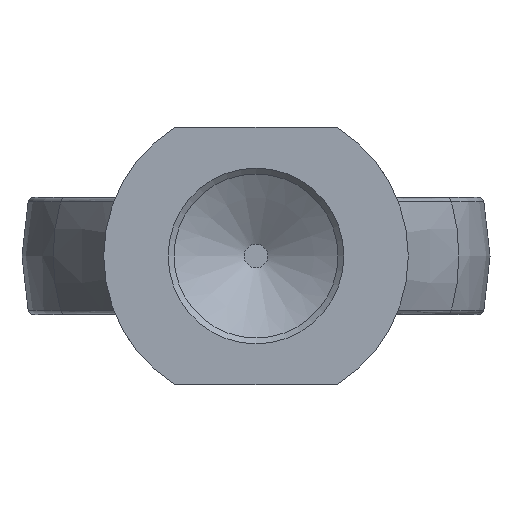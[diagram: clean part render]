
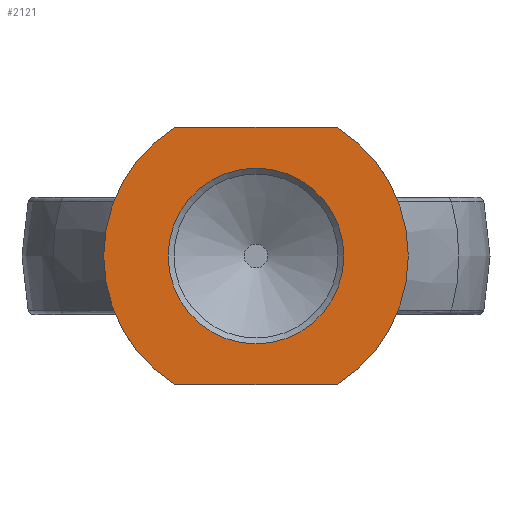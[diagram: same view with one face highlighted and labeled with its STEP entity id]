
A CAD part, front view. The second image highlights one B-rep face of the part: STEP entity #2121.
In plain terms, the highlighted planar face has unit normal (0, -1, 0).
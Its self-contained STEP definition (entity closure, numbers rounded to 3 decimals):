
#39 = CARTESIAN_POINT ( 'NONE',  ( -20., -61., -11. ) ) ;
#79 = ORIENTED_EDGE ( 'NONE', *, *, #2466, .T. ) ;
#94 = EDGE_CURVE ( 'NONE', #147, #970, #616, .T. ) ;
#110 = EDGE_CURVE ( 'NONE', #1274, #1183, #237, .T. ) ;
#116 = CIRCLE ( 'NONE', #1286, 0.2 ) ;
#117 = VECTOR ( 'NONE', #1126, 1000. ) ;
#119 = VERTEX_POINT ( 'NONE', #1622 ) ;
#123 = CARTESIAN_POINT ( 'NONE',  ( 6.87, -61., 11. ) ) ;
#143 = VERTEX_POINT ( 'NONE', #582 ) ;
#147 = VERTEX_POINT ( 'NONE', #276 ) ;
#153 = EDGE_CURVE ( 'NONE', #147, #247, #1880, .T. ) ;
#155 = DIRECTION ( 'NONE',  ( 0., 0., -1. ) ) ;
#237 = LINE ( 'NONE', #39, #117 ) ;
#247 = VERTEX_POINT ( 'NONE', #123 ) ;
#276 = CARTESIAN_POINT ( 'NONE',  ( -6.87, -61., 11. ) ) ;
#285 = VERTEX_POINT ( 'NONE', #2852 ) ;
#388 = ORIENTED_EDGE ( 'NONE', *, *, #153, .F. ) ;
#390 = DIRECTION ( 'NONE',  ( 0., 0., -1. ) ) ;
#394 = ORIENTED_EDGE ( 'NONE', *, *, #94, .T. ) ;
#423 = DIRECTION ( 'NONE',  ( 0., -1., 0. ) ) ;
#442 = DIRECTION ( 'NONE',  ( 0., 0., -1. ) ) ;
#466 = CARTESIAN_POINT ( 'NONE',  ( -6.87, -61., -10.8 ) ) ;
#489 = CARTESIAN_POINT ( 'NONE',  ( -20., -61., 11. ) ) ;
#522 = AXIS2_PLACEMENT_3D ( 'NONE', #1356, #423, #2268 ) ;
#543 = CARTESIAN_POINT ( 'NONE',  ( 6.978, -61., 10.969 ) ) ;
#568 = VECTOR ( 'NONE', #1664, 1000. ) ;
#574 = AXIS2_PLACEMENT_3D ( 'NONE', #653, #2454, #2246 ) ;
#582 = CARTESIAN_POINT ( 'NONE',  ( 0., -61., -7.5 ) ) ;
#612 = DIRECTION ( 'NONE',  ( 0., -1., 0. ) ) ;
#616 = CIRCLE ( 'NONE', #522, 0.2 ) ;
#653 = CARTESIAN_POINT ( 'NONE',  ( 0., -61., 0. ) ) ;
#688 = EDGE_CURVE ( 'NONE', #970, #119, #2204, .T. ) ;
#753 = ORIENTED_EDGE ( 'NONE', *, *, #110, .F. ) ;
#803 = CARTESIAN_POINT ( 'NONE',  ( 0., -61., 0. ) ) ;
#830 = DIRECTION ( 'NONE',  ( 0., -1., 0. ) ) ;
#949 = CIRCLE ( 'NONE', #2388, 0.2 ) ;
#970 = VERTEX_POINT ( 'NONE', #2090 ) ;
#1016 = EDGE_CURVE ( 'NONE', #1054, #247, #1052, .T. ) ;
#1039 = EDGE_LOOP ( 'NONE', ( #1247 ) ) ;
#1052 = CIRCLE ( 'NONE', #2716, 0.2 ) ;
#1054 = VERTEX_POINT ( 'NONE', #543 ) ;
#1116 = DIRECTION ( 'NONE',  ( 0., -1., 0. ) ) ;
#1126 = DIRECTION ( 'NONE',  ( -1., 0., 0. ) ) ;
#1156 = ORIENTED_EDGE ( 'NONE', *, *, #1993, .T. ) ;
#1183 = VERTEX_POINT ( 'NONE', #1228 ) ;
#1201 = ORIENTED_EDGE ( 'NONE', *, *, #1016, .T. ) ;
#1228 = CARTESIAN_POINT ( 'NONE',  ( -6.87, -61., -11. ) ) ;
#1247 = ORIENTED_EDGE ( 'NONE', *, *, #2647, .T. ) ;
#1274 = VERTEX_POINT ( 'NONE', #2002 ) ;
#1280 = EDGE_LOOP ( 'NONE', ( #2655, #79, #753, #1156, #1747, #1201, #388, #394 ) ) ;
#1286 = AXIS2_PLACEMENT_3D ( 'NONE', #2868, #830, #2134 ) ;
#1356 = CARTESIAN_POINT ( 'NONE',  ( -6.87, -61., 10.8 ) ) ;
#1517 = FACE_OUTER_BOUND ( 'NONE', #1280, .T. ) ;
#1555 = CARTESIAN_POINT ( 'NONE',  ( 0., -61., 0. ) ) ;
#1617 = CIRCLE ( 'NONE', #1998, 13. ) ;
#1622 = CARTESIAN_POINT ( 'NONE',  ( -6.978, -61., -10.969 ) ) ;
#1664 = DIRECTION ( 'NONE',  ( 1., 0., 0. ) ) ;
#1709 = DIRECTION ( 'NONE',  ( 0., -1., 0. ) ) ;
#1719 = DIRECTION ( 'NONE',  ( 0., -1., 0. ) ) ;
#1747 = ORIENTED_EDGE ( 'NONE', *, *, #1808, .T. ) ;
#1759 = PLANE ( 'NONE',  #2099 ) ;
#1808 = EDGE_CURVE ( 'NONE', #285, #1054, #1617, .T. ) ;
#1880 = LINE ( 'NONE', #489, #568 ) ;
#1920 = CARTESIAN_POINT ( 'NONE',  ( 6.87, -61., 10.8 ) ) ;
#1993 = EDGE_CURVE ( 'NONE', #1274, #285, #116, .T. ) ;
#1998 = AXIS2_PLACEMENT_3D ( 'NONE', #803, #1719, #155 ) ;
#2002 = CARTESIAN_POINT ( 'NONE',  ( 6.87, -61., -11. ) ) ;
#2090 = CARTESIAN_POINT ( 'NONE',  ( -6.978, -61., 10.969 ) ) ;
#2099 = AXIS2_PLACEMENT_3D ( 'NONE', #2664, #612, #390 ) ;
#2121 = ADVANCED_FACE ( 'NONE', ( #2681, #1517 ), #1759, .T. ) ;
#2134 = DIRECTION ( 'NONE',  ( 0., 0., -1. ) ) ;
#2204 = CIRCLE ( 'NONE', #574, 13. ) ;
#2246 = DIRECTION ( 'NONE',  ( 0., 0., -1. ) ) ;
#2268 = DIRECTION ( 'NONE',  ( 0., 0., -1. ) ) ;
#2388 = AXIS2_PLACEMENT_3D ( 'NONE', #466, #1116, #442 ) ;
#2454 = DIRECTION ( 'NONE',  ( 0., -1., 0. ) ) ;
#2466 = EDGE_CURVE ( 'NONE', #119, #1183, #949, .T. ) ;
#2626 = AXIS2_PLACEMENT_3D ( 'NONE', #1555, #2685, #2726 ) ;
#2647 = EDGE_CURVE ( 'NONE', #143, #143, #2759, .T. ) ;
#2655 = ORIENTED_EDGE ( 'NONE', *, *, #688, .T. ) ;
#2664 = CARTESIAN_POINT ( 'NONE',  ( 0., -61., 0. ) ) ;
#2681 = FACE_BOUND ( 'NONE', #1039, .T. ) ;
#2685 = DIRECTION ( 'NONE',  ( 0., 1., 0. ) ) ;
#2716 = AXIS2_PLACEMENT_3D ( 'NONE', #1920, #1709, #2822 ) ;
#2726 = DIRECTION ( 'NONE',  ( 0., 0., -1. ) ) ;
#2759 = CIRCLE ( 'NONE', #2626, 7.5 ) ;
#2822 = DIRECTION ( 'NONE',  ( 0., 0., -1. ) ) ;
#2852 = CARTESIAN_POINT ( 'NONE',  ( 6.978, -61., -10.969 ) ) ;
#2868 = CARTESIAN_POINT ( 'NONE',  ( 6.87, -61., -10.8 ) ) ;
